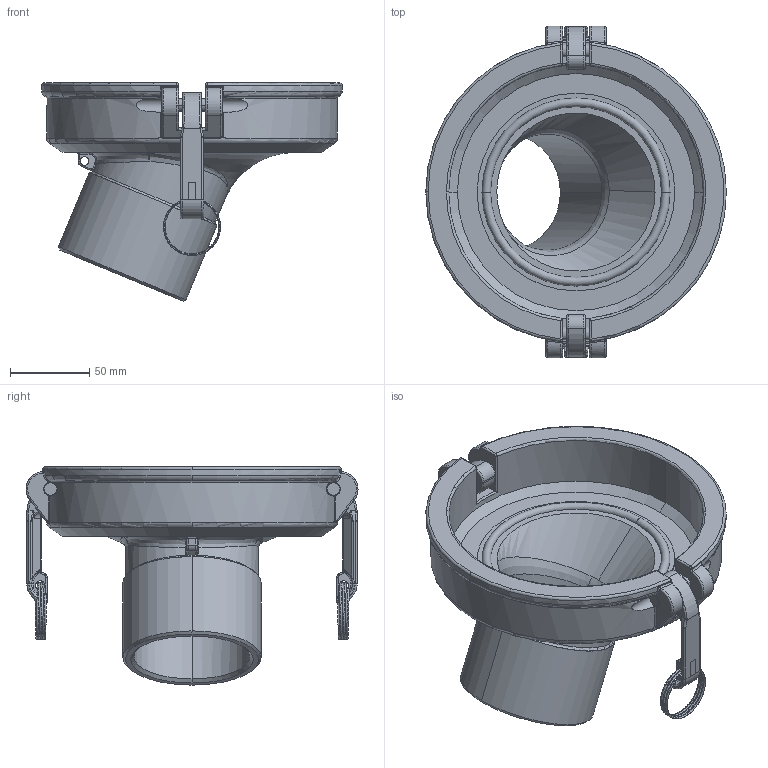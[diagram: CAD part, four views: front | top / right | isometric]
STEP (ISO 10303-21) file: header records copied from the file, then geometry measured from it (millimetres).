
FILE_DESCRIPTION (( 'STEP AP214' ), '1' );
FILE_NAME ('VKA3G_Abgabe-Adapter 3in BSP.STEP', '2015-03-03T12:16:15', ( 'Admin1' ), ( '' ), 'SwSTEP 2.0', 'SolidWorks 2014', '' );
FILE_SCHEMA (( 'AUTOMOTIVE_DESIGN' ));
Length unit declared in the file: millimetre
Products named in the file (1): VKA3G_Abgabe-Adapter 3in BSP
Bounding box: 190 x 210 x 138 mm (x, y, z)
Volume: 529026.1 mm3; surface area: 145518.5 mm2
Topology: 5 solids, 5 shells, 504 faces, 1210 edges, 692 vertices
Faces by surface type: cylinder 175, bspline 141, torus 84, plane 74, cone 16, sphere 14
Entity records: 23992 total; most frequent: CARTESIAN_POINT 13357, ORIENTED_EDGE 2364, DIRECTION 2068, EDGE_CURVE 1182, AXIS2_PLACEMENT_3D 878, VERTEX_POINT 692, EDGE_LOOP 524, CIRCLE 514
